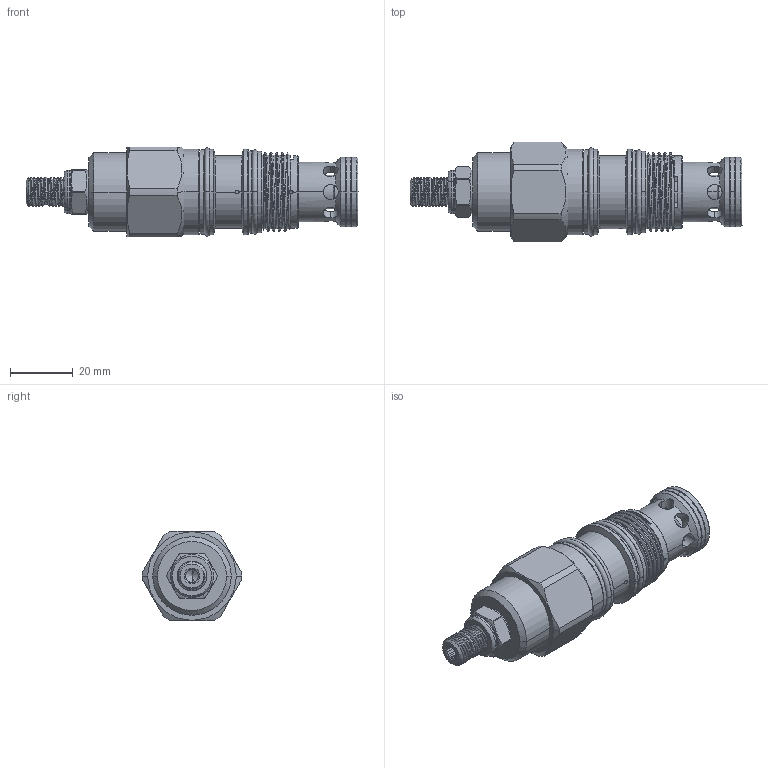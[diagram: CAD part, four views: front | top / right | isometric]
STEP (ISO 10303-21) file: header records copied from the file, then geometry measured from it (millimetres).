
FILE_DESCRIPTION (( 'STEP AP203' ), '1' );
FILE_NAME ('RV2A3G-L.STEP', '2020-03-24T05:47:28', ( '' ), ( '' ), 'SwSTEP 2.0', 'SolidWorks 2018', '' );
FILE_SCHEMA (( 'CONFIG_CONTROL_DESIGN' ));
Length unit declared in the file: millimetre
Products named in the file (1): RV2A3G-L
Bounding box: 105.8 x 31.8 x 28.57 mm (x, y, z)
Volume: 43031.8 mm3; surface area: 12873.9 mm2
Topology: 5 solids, 5 shells, 752 faces, 2098 edges, 1331 vertices
Faces by surface type: cylinder 557, cone 72, plane 70, torus 40, bspline 7, sphere 6
Entity records: 54054 total; most frequent: CARTESIAN_POINT 35677, ORIENTED_EDGE 4192, DIRECTION 3003, EDGE_CURVE 2096, VERTEX_POINT 1331, AXIS2_PLACEMENT_3D 1161, EDGE_LOOP 1147, B_SPLINE_CURVE_WITH_KNOTS 937
